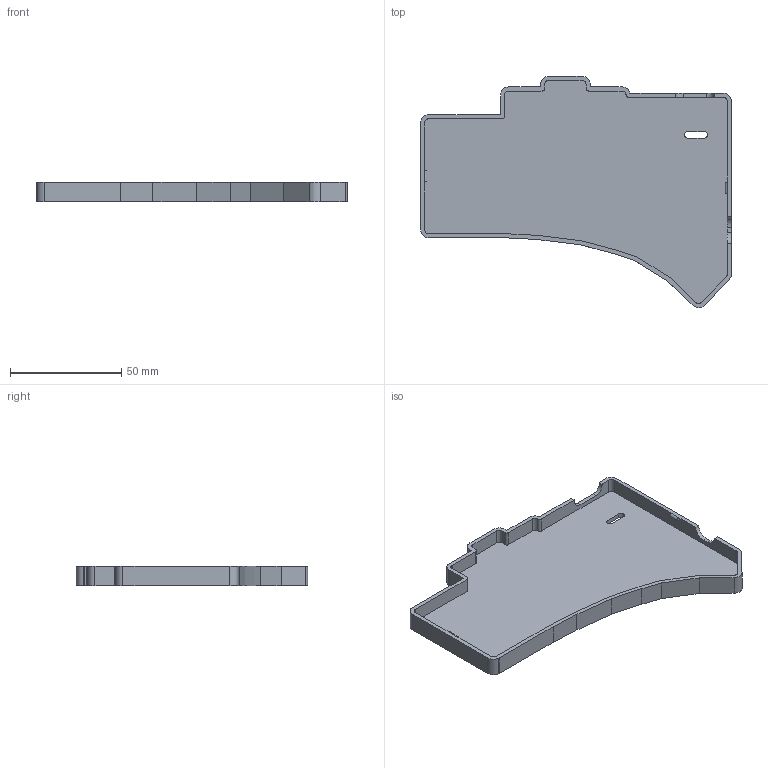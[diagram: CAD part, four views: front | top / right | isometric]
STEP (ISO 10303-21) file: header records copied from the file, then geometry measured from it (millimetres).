
FILE_DESCRIPTION (( 'STEP AP214' ), '1' );
FILE_NAME ('Kaly42_Case.STEP', '2025-07-02T02:33:29', ( '' ), ( '' ), 'SwSTEP 2.0', 'SolidWorks 2025', '' );
FILE_SCHEMA (( 'AUTOMOTIVE_DESIGN' ));
Length unit declared in the file: millimetre
Products named in the file (1): Kaly42_Case
Bounding box: 139.88 x 104.08 x 8.6 mm (x, y, z)
Volume: 25437.3 mm3; surface area: 26813.6 mm2
Topology: 1 solids, 1 shells, 107 faces, 311 edges, 206 vertices
Faces by surface type: plane 71, cylinder 36
Entity records: 3552 total; most frequent: CARTESIAN_POINT 625, ORIENTED_EDGE 622, DIRECTION 599, EDGE_CURVE 311, LINE 239, VECTOR 239, VERTEX_POINT 206, AXIS2_PLACEMENT_3D 180
